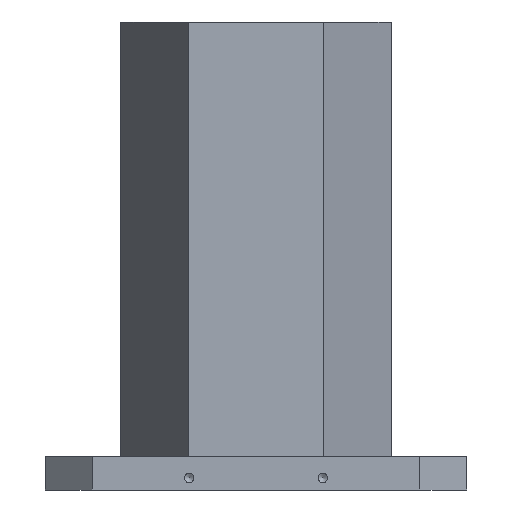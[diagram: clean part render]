
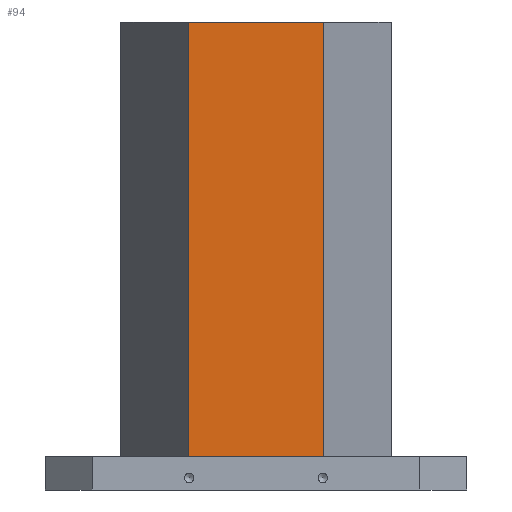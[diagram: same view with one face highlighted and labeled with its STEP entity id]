
A CAD part, front view. The second image highlights one B-rep face of the part: STEP entity #94.
In plain terms, the highlighted planar face has unit normal (0, -1, 0).
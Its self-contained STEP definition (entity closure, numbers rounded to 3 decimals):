
#94 = ADVANCED_FACE( '', ( #296 ), #297, .F. );
#296 = FACE_OUTER_BOUND( '', #735, .T. );
#297 = PLANE( '', #736 );
#735 = EDGE_LOOP( '', ( #1348, #1349, #1350, #1351 ) );
#736 = AXIS2_PLACEMENT_3D( '', #1352, #1353, #1354 );
#1348 = ORIENTED_EDGE( '', *, *, #2699, .F. );
#1349 = ORIENTED_EDGE( '', *, *, #2700, .F. );
#1350 = ORIENTED_EDGE( '', *, *, #2701, .T. );
#1351 = ORIENTED_EDGE( '', *, *, #2702, .F. );
#1352 = CARTESIAN_POINT( '', ( 101.036, -175., 700. ) );
#1353 = DIRECTION( '', ( 0., 1., 0. ) );
#1354 = DIRECTION( '', ( -1., 0., 0. ) );
#2699 = EDGE_CURVE( '', #3272, #3273, #3274, .T. );
#2700 = EDGE_CURVE( '', #3275, #3272, #3276, .T. );
#2701 = EDGE_CURVE( '', #3275, #3277, #3278, .T. );
#2702 = EDGE_CURVE( '', #3273, #3277, #3279, .T. );
#3272 = VERTEX_POINT( '', #4104 );
#3273 = VERTEX_POINT( '', #4105 );
#3274 = LINE( '', #4106, #4107 );
#3275 = VERTEX_POINT( '', #4108 );
#3276 = LINE( '', #4109, #4110 );
#3277 = VERTEX_POINT( '', #4111 );
#3278 = LINE( '', #4112, #4113 );
#3279 = LINE( '', #4114, #4115 );
#4104 = CARTESIAN_POINT( '', ( 101.036, -175., 700. ) );
#4105 = CARTESIAN_POINT( '', ( 101.036, -175., 50. ) );
#4106 = CARTESIAN_POINT( '', ( 101.036, -175., 700. ) );
#4107 = VECTOR( '', #4949, 1000. );
#4108 = CARTESIAN_POINT( '', ( -101.036, -175., 700. ) );
#4109 = CARTESIAN_POINT( '', ( 101.036, -175., 700. ) );
#4110 = VECTOR( '', #4950, 1000. );
#4111 = CARTESIAN_POINT( '', ( -101.036, -175., 50. ) );
#4112 = CARTESIAN_POINT( '', ( -101.036, -175., 700. ) );
#4113 = VECTOR( '', #4951, 1000. );
#4114 = CARTESIAN_POINT( '', ( -315., -175., 50. ) );
#4115 = VECTOR( '', #4952, 1000. );
#4949 = DIRECTION( '', ( 0., 0., -1. ) );
#4950 = DIRECTION( '', ( 1., 0., 0. ) );
#4951 = DIRECTION( '', ( 0., 0., -1. ) );
#4952 = DIRECTION( '', ( -1., 0., 0. ) );
